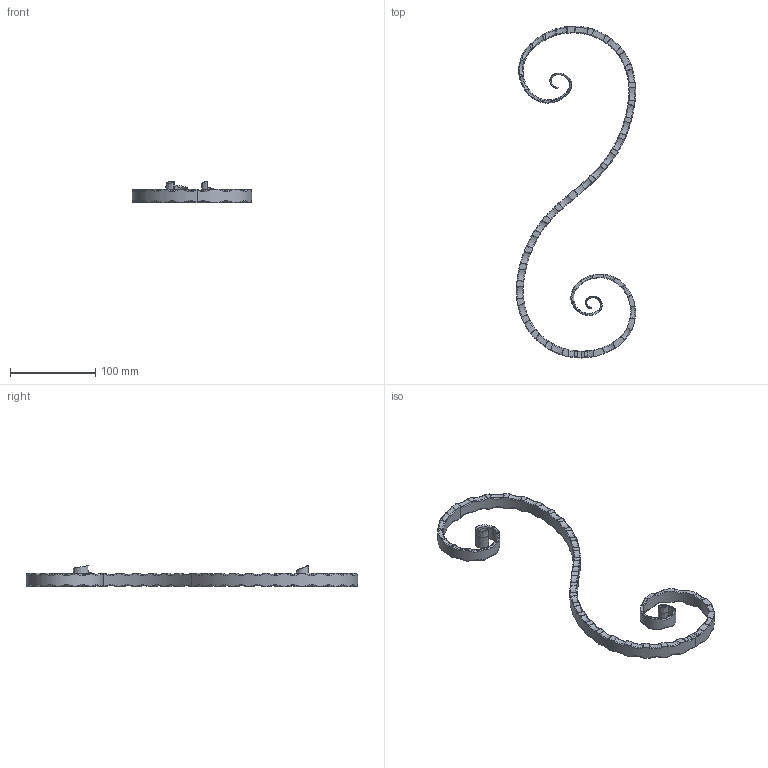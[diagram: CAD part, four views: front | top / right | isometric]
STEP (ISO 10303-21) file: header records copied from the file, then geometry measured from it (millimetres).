
FILE_DESCRIPTION (( 'STEP AP203' ), '1' );
FILE_NAME ('4513.step', '2015-09-17T14:58:38', ( '' ), ( '' ), 'SwSTEP 2.0', 'SolidWorks 2015', '' );
FILE_SCHEMA (( 'CONFIG_CONTROL_DESIGN' ));
Products named in the file (1): 4513
Bounding box: 139.96 x 390 x 25.63 mm (x, y, z)
Volume: 92920.9 mm3; surface area: 42527.7 mm2
Topology: 1 solids, 1 shells, 595 faces, 1711 edges, 1116 vertices
Faces by surface type: cylinder 272, bspline 213, plane 84, sphere 26
Entity records: 40343 total; most frequent: CARTESIAN_POINT 27939, ORIENTED_EDGE 3418, EDGE_CURVE 1709, DIRECTION 1335, B_SPLINE_CURVE_WITH_KNOTS 1240, VERTEX_POINT 1116, ADVANCED_FACE 595, EDGE_LOOP 595
